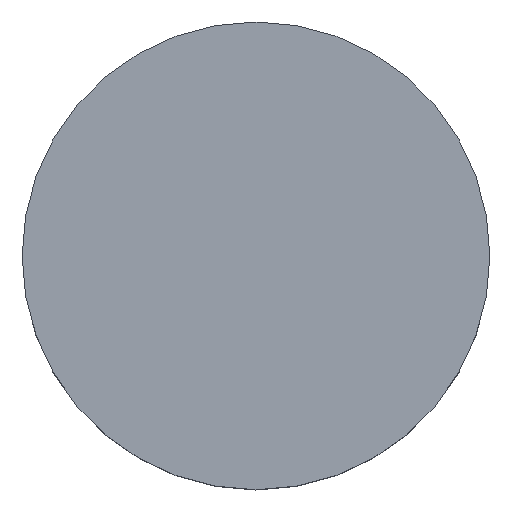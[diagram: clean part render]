
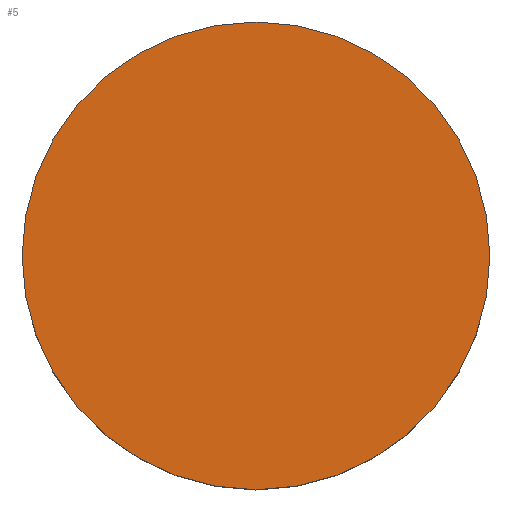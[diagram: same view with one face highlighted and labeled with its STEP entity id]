
A CAD part, top view. The second image highlights one B-rep face of the part: STEP entity #5.
In plain terms, the highlighted planar face has unit normal (0, 0, 1).
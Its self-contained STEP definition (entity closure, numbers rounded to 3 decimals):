
#1 = AXIS2_PLACEMENT_3D ( 'NONE', #32, #229, #155 ) ;
#5 = ADVANCED_FACE ( 'NONE', ( #230 ), #180, .T. ) ;
#6 = VERTEX_POINT ( 'NONE', #116 ) ;
#22 = EDGE_LOOP ( 'NONE', ( #76, #149 ) ) ;
#32 = CARTESIAN_POINT ( 'NONE',  ( 0., 0., 2.5 ) ) ;
#62 = DIRECTION ( 'NONE',  ( 0., 0., 1. ) ) ;
#65 = CIRCLE ( 'NONE', #1, 12.7 ) ;
#66 = CARTESIAN_POINT ( 'NONE',  ( 0., 0., 2.5 ) ) ;
#76 = ORIENTED_EDGE ( 'NONE', *, *, #104, .F. ) ;
#80 = CARTESIAN_POINT ( 'NONE',  ( 0., 26.112, 2.5 ) ) ;
#101 = DIRECTION ( 'NONE',  ( 1., 0., 0. ) ) ;
#104 = EDGE_CURVE ( 'NONE', #158, #6, #65, .T. ) ;
#107 = CARTESIAN_POINT ( 'NONE',  ( 12.7, 0., 2.5 ) ) ;
#116 = CARTESIAN_POINT ( 'NONE',  ( -12.7, 0., 2.5 ) ) ;
#128 = CIRCLE ( 'NONE', #217, 12.7 ) ;
#149 = ORIENTED_EDGE ( 'NONE', *, *, #206, .F. ) ;
#151 = DIRECTION ( 'NONE',  ( 0., 0., -1. ) ) ;
#155 = DIRECTION ( 'NONE',  ( 1., 0., 0. ) ) ;
#158 = VERTEX_POINT ( 'NONE', #107 ) ;
#166 = DIRECTION ( 'NONE',  ( 1., 0., 0. ) ) ;
#180 = PLANE ( 'NONE',  #193 ) ;
#193 = AXIS2_PLACEMENT_3D ( 'NONE', #80, #62, #101 ) ;
#206 = EDGE_CURVE ( 'NONE', #6, #158, #128, .T. ) ;
#217 = AXIS2_PLACEMENT_3D ( 'NONE', #66, #151, #166 ) ;
#229 = DIRECTION ( 'NONE',  ( 0., 0., -1. ) ) ;
#230 = FACE_OUTER_BOUND ( 'NONE', #22, .T. ) ;
